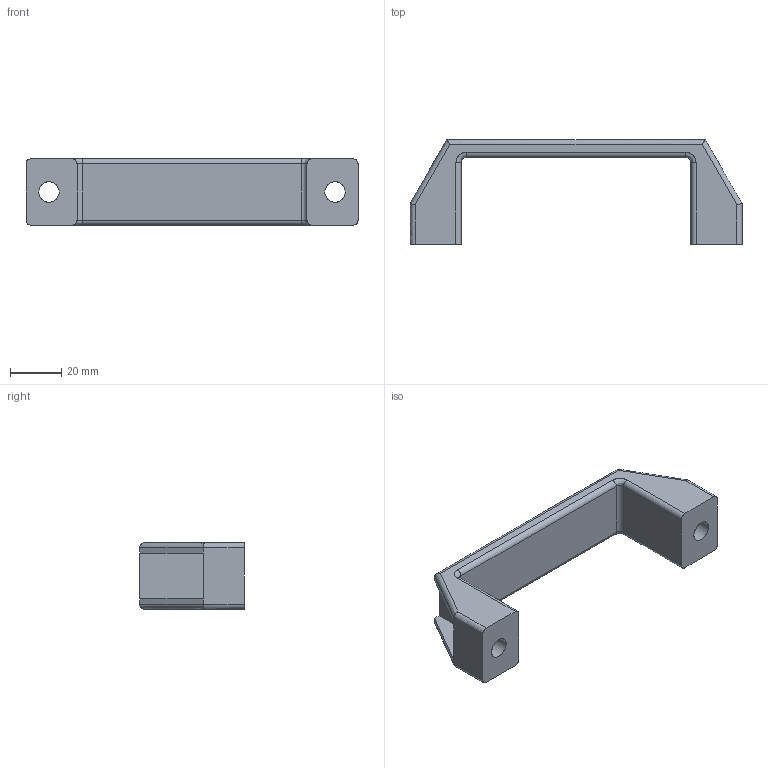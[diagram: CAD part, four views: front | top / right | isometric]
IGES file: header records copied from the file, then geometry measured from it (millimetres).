
Start section: SolidWorks IGES file using analytic representation for surfaces
Global section: file name: Puxador grande A65-01.IGS; native system: SolidWorks 2007; preprocessor: SolidWorks 2007; author: jean; date: 170217.080156; units: millimetre
Bounding box: 130 x 41 x 26 mm (x, y, z)
Surface area: 15532.7 mm2 (no closed solid volume)
Topology: 0 solids, 0 shells, 54 faces, 656 edges, 656 vertices
Faces by surface type: bspline 28, revolution 26
